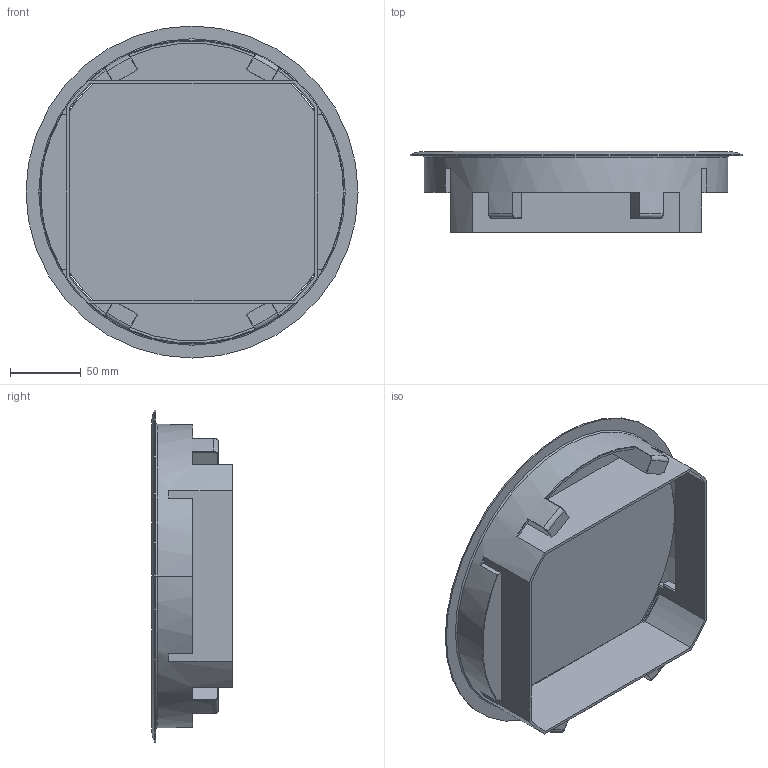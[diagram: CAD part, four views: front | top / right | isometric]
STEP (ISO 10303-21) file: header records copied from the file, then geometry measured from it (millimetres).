
FILE_DESCRIPTION (( 'STEP AP203' ), '1' );
FILE_NAME ('VDR0605.STEP', '2022-08-01T09:37:46', ( '' ), ( '' ), 'SwSTEP 2.0', 'SolidWorks 2019', '' );
FILE_SCHEMA (( 'CONFIG_CONTROL_DESIGN' ));
Length unit declared in the file: millimetre
Products named in the file (3): Rahmen VR06 R5tm; Verschlussdeckelpappe VDR06_Verschlussdeckelpappe VDR06-5mm; VDR0605
Assembly tree (2 placements, depth 2):
  VDR0605
    Rahmen VR06 R5tm
    Verschlussdeckelpappe VDR06_Verschlussdeckelpappe VDR06-5mm
Bounding box: 234 x 57 x 234 mm (x, y, z)
Volume: 318706.5 mm3; surface area: 191023.6 mm2
Topology: 2 solids, 2 shells, 164 faces, 424 edges, 265 vertices
Faces by surface type: plane 75, cylinder 60, torus 21, bspline 8
Entity records: 5947 total; most frequent: CARTESIAN_POINT 1740, ORIENTED_EDGE 848, DIRECTION 800, EDGE_CURVE 424, AXIS2_PLACEMENT_3D 285, VERTEX_POINT 265, LINE 230, VECTOR 230
